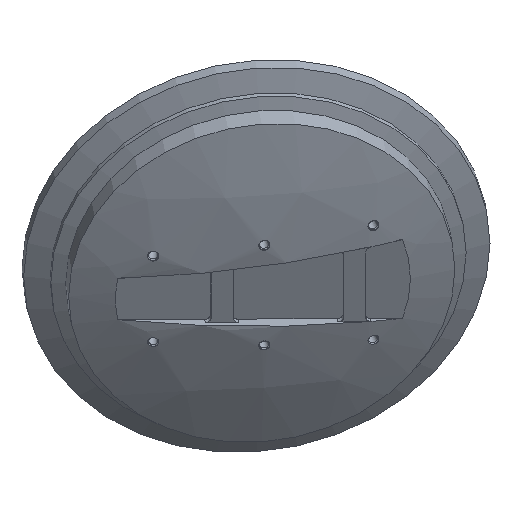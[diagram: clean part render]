
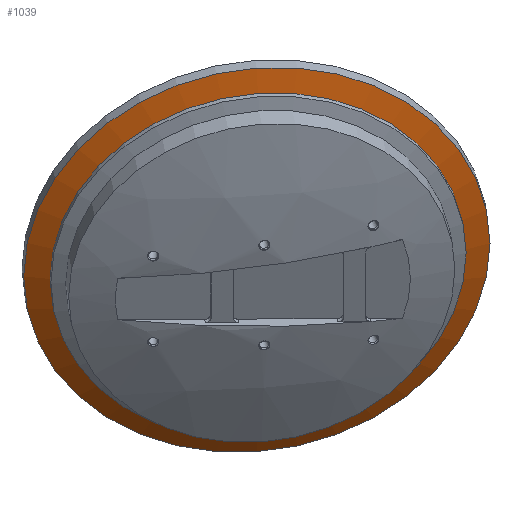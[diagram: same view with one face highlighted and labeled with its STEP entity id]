
A CAD part, isometric view. The second image highlights one B-rep face of the part: STEP entity #1039.
In plain terms, the highlighted spherical face has radius 278 mm.
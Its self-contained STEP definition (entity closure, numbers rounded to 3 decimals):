
#78=FACE_BOUND('',#187,.T.);
#96=SPHERICAL_SURFACE('',#1150,278.);
#111=FACE_OUTER_BOUND('',#186,.T.);
#186=EDGE_LOOP('',(#788));
#187=EDGE_LOOP('',(#789));
#259=CIRCLE('',#1149,75.25);
#260=CIRCLE('',#1151,84.5);
#495=VERTEX_POINT('',#1965);
#496=VERTEX_POINT('',#1969);
#608=EDGE_CURVE('',#495,#495,#259,.T.);
#610=EDGE_CURVE('',#496,#496,#260,.T.);
#788=ORIENTED_EDGE('',*,*,#610,.F.);
#789=ORIENTED_EDGE('',*,*,#608,.T.);
#1039=ADVANCED_FACE('',(#111,#78),#96,.T.);
#1149=AXIS2_PLACEMENT_3D('',#1966,#1361,#1362);
#1150=AXIS2_PLACEMENT_3D('',#1968,#1364,#1365);
#1151=AXIS2_PLACEMENT_3D('',#1970,#1366,#1367);
#1361=DIRECTION('center_axis',(0.616,0.788,0.));
#1362=DIRECTION('ref_axis',(-0.788,0.616,0.));
#1364=DIRECTION('center_axis',(0.,0.,1.));
#1365=DIRECTION('ref_axis',(1.,0.,0.));
#1366=DIRECTION('center_axis',(0.616,0.788,0.));
#1367=DIRECTION('ref_axis',(-0.788,0.616,0.));
#1965=CARTESIAN_POINT('',(-105.467,-257.217,0.));
#1966=CARTESIAN_POINT('Origin',(-164.764,-210.889,0.));
#1968=CARTESIAN_POINT('Origin',(0.,0.,0.));
#1969=CARTESIAN_POINT('',(-96.469,-260.725,0.));
#1970=CARTESIAN_POINT('Origin',(-163.056,-208.702,0.));
